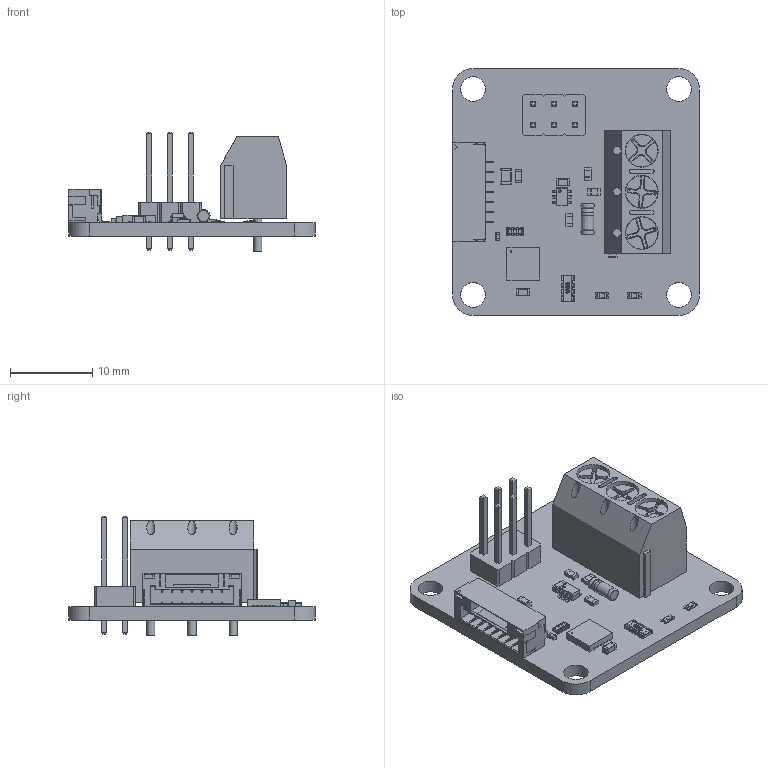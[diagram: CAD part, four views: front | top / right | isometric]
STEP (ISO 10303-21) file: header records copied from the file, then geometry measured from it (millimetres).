
FILE_DESCRIPTION(('FreeCAD Model'),'2;1');
FILE_NAME('one-wire.step', '2018-07-31T15:05:47',('kicad StepUp'),('ksu MCAD'), 'Open CASCADE STEP processor 7.3','FreeCAD','Unknown');
FILE_SCHEMA(('AUTOMOTIVE_DESIGN { 1 0 10303 214 1 1 1 1 }'));
Length unit declared in the file: millimetre
Products named in the file (23): one-wire; Board_Geoms; Pcb; Step_Models; Top; QFN-24_4x4mm_Pitch0.5mm_; 3er_Buchse_; User_Library-SOT363-2_; C_0805_; C_0603_; C_0603_001; D_0603_blue_; Fusion_; BrickletConn_7pin_; PinHeader_Straight_2x03x254mm_; R_0603_; R_0603_001; Cut_; C_0603_002; R_4x0603_; C_0402_; R_0603_002; MiniMelf_
Assembly tree (22 placements, depth 4):
  one-wire
    Board_Geoms
      Pcb
    Step_Models
      Top
        QFN-24_4x4mm_Pitch0.5mm_
        3er_Buchse_
        User_Library-SOT363-2_
        C_0805_
        C_0603_
        C_0603_001
        D_0603_blue_
        Fusion_
        BrickletConn_7pin_
        PinHeader_Straight_2x03x254mm_
        R_0603_
        R_0603_001
        Cut_
        C_0603_002
        R_4x0603_
        C_0402_
        R_0603_002
        MiniMelf_
Bounding box: 30 x 30 x 14.5 mm (x, y, z)
Volume: 2438.6 mm3; surface area: 4442.6 mm2
Topology: 25 solids, 28 shells, 1928 faces, 5328 edges, 3472 vertices
Faces by surface type: plane 1468, cylinder 290, bspline 150, torus 12, sphere 8
Full cylindrical faces by diameter (mm): 1 x6, 1.016 x6, 1.3 x3, 2.4 x6, 3 x7, 3.9 x3, 4 x3
Entity records: 76132 total; most frequent: CARTESIAN_POINT 13700, ORIENTED_EDGE 10648, DIRECTION 9206, EDGE_CURVE 5328, LINE 4372, VECTOR 4372, VERTEX_POINT 3475, AXIS2_PLACEMENT_3D 2417
